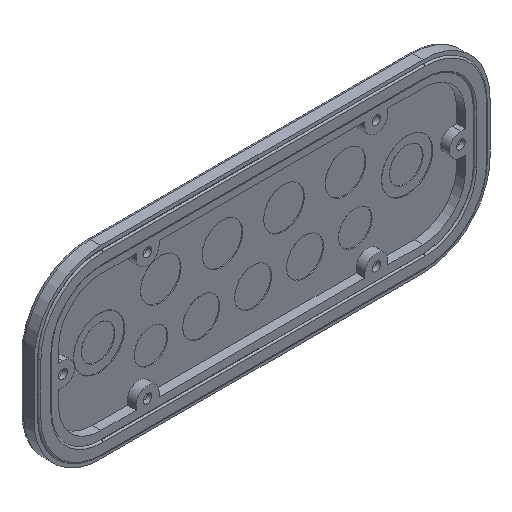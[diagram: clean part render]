
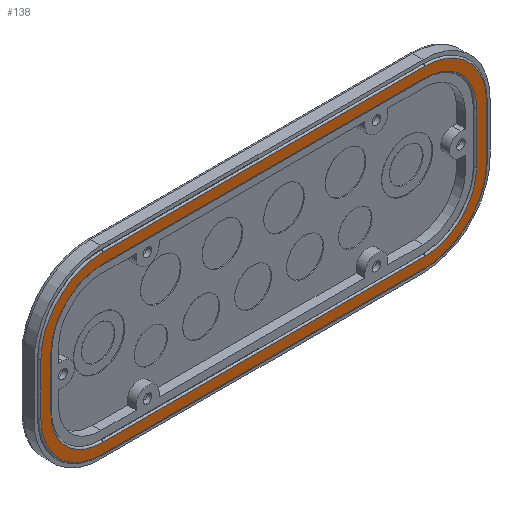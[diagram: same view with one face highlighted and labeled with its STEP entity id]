
A CAD part, isometric view. The second image highlights one B-rep face of the part: STEP entity #138.
In plain terms, the highlighted planar face has unit normal (0, -1, 0).
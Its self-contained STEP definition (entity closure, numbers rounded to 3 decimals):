
#138=ADVANCED_FACE('',(#459,#460),#461,.T.);
#459=FACE_OUTER_BOUND('',#896,.T.);
#460=FACE_BOUND('',#897,.T.);
#461=PLANE('',#898);
#896=EDGE_LOOP('',(#1838,#1839,#1840,#1841,#1842,#1843,#1844,#1845));
#897=EDGE_LOOP('',(#1846,#1847,#1848,#1849,#1850,#1851,#1852,#1853));
#898=AXIS2_PLACEMENT_3D('',#1854,#1855,#1856);
#1838=ORIENTED_EDGE('',*,*,#2852,.T.);
#1839=ORIENTED_EDGE('',*,*,#2853,.T.);
#1840=ORIENTED_EDGE('',*,*,#2854,.T.);
#1841=ORIENTED_EDGE('',*,*,#2855,.T.);
#1842=ORIENTED_EDGE('',*,*,#2856,.T.);
#1843=ORIENTED_EDGE('',*,*,#2857,.T.);
#1844=ORIENTED_EDGE('',*,*,#2858,.T.);
#1845=ORIENTED_EDGE('',*,*,#2859,.T.);
#1846=ORIENTED_EDGE('',*,*,#2860,.T.);
#1847=ORIENTED_EDGE('',*,*,#2861,.T.);
#1848=ORIENTED_EDGE('',*,*,#2862,.T.);
#1849=ORIENTED_EDGE('',*,*,#2863,.T.);
#1850=ORIENTED_EDGE('',*,*,#2864,.T.);
#1851=ORIENTED_EDGE('',*,*,#2865,.T.);
#1852=ORIENTED_EDGE('',*,*,#2866,.T.);
#1853=ORIENTED_EDGE('',*,*,#2867,.T.);
#1854=CARTESIAN_POINT('',(0.0,-1.0,0.0));
#1855=DIRECTION('',(0.0,-1.0,0.0));
#1856=DIRECTION('',(0.0,0.0,-1.0));
#2852=EDGE_CURVE('',#3480,#3482,#3484,.T.);
#2853=EDGE_CURVE('',#3482,#3485,#3486,.T.);
#2854=EDGE_CURVE('',#3485,#3487,#3488,.T.);
#2855=EDGE_CURVE('',#3487,#3489,#3490,.T.);
#2856=EDGE_CURVE('',#3489,#3491,#3492,.T.);
#2857=EDGE_CURVE('',#3491,#3493,#3494,.T.);
#2858=EDGE_CURVE('',#3493,#3495,#3496,.T.);
#2859=EDGE_CURVE('',#3495,#3480,#3497,.T.);
#2860=EDGE_CURVE('',#3498,#3499,#3500,.T.);
#2861=EDGE_CURVE('',#3499,#3501,#3502,.T.);
#2862=EDGE_CURVE('',#3501,#3503,#3504,.T.);
#2863=EDGE_CURVE('',#3503,#3505,#3506,.T.);
#2864=EDGE_CURVE('',#3505,#3507,#3508,.T.);
#2865=EDGE_CURVE('',#3507,#3509,#3510,.T.);
#2866=EDGE_CURVE('',#3509,#3511,#3512,.T.);
#2867=EDGE_CURVE('',#3511,#3498,#3513,.T.);
#3480=VERTEX_POINT('',#4328);
#3482=VERTEX_POINT('',#4330);
#3484=CIRCLE('',#4332,35.1);
#3485=VERTEX_POINT('',#4333);
#3486=LINE('',#4334,#4335);
#3487=VERTEX_POINT('',#4336);
#3488=CIRCLE('',#4337,35.1);
#3489=VERTEX_POINT('',#4338);
#3490=LINE('',#4339,#4340);
#3491=VERTEX_POINT('',#4341);
#3492=CIRCLE('',#4342,35.1);
#3493=VERTEX_POINT('',#4343);
#3494=LINE('',#4344,#4345);
#3495=VERTEX_POINT('',#4346);
#3496=CIRCLE('',#4347,35.1);
#3497=LINE('',#4348,#4349);
#3498=VERTEX_POINT('',#4350);
#3499=VERTEX_POINT('',#4351);
#3500=CIRCLE('',#4352,29.4);
#3501=VERTEX_POINT('',#4353);
#3502=LINE('',#4354,#4355);
#3503=VERTEX_POINT('',#4356);
#3504=CIRCLE('',#4357,29.4);
#3505=VERTEX_POINT('',#4358);
#3506=LINE('',#4359,#4360);
#3507=VERTEX_POINT('',#4361);
#3508=CIRCLE('',#4362,29.4);
#3509=VERTEX_POINT('',#4363);
#3510=LINE('',#4364,#4365);
#3511=VERTEX_POINT('',#4366);
#3512=CIRCLE('',#4367,29.4);
#3513=LINE('',#4368,#4369);
#4328=CARTESIAN_POINT('',(91.5,-1.0,-49.6));
#4330=CARTESIAN_POINT('',(126.6,-1.0,-14.5));
#4332=AXIS2_PLACEMENT_3D('',#5290,#5291,#5292);
#4333=CARTESIAN_POINT('',(126.6,-1.0,14.5));
#4334=CARTESIAN_POINT('',(126.6,-1.0,-14.5));
#4335=VECTOR('',#5293,29.0);
#4336=CARTESIAN_POINT('',(91.5,-1.0,49.6));
#4337=AXIS2_PLACEMENT_3D('',#5294,#5295,#5296);
#4338=CARTESIAN_POINT('',(-91.5,-1.0,49.6));
#4339=CARTESIAN_POINT('',(91.5,-1.0,49.6));
#4340=VECTOR('',#5297,183.0);
#4341=CARTESIAN_POINT('',(-126.6,-1.0,14.5));
#4342=AXIS2_PLACEMENT_3D('',#5298,#5299,#5300);
#4343=CARTESIAN_POINT('',(-126.6,-1.0,-14.5));
#4344=CARTESIAN_POINT('',(-126.6,-1.0,14.5));
#4345=VECTOR('',#5301,29.0);
#4346=CARTESIAN_POINT('',(-91.5,-1.0,-49.6));
#4347=AXIS2_PLACEMENT_3D('',#5302,#5303,#5304);
#4348=CARTESIAN_POINT('',(-91.5,-1.0,-49.6));
#4349=VECTOR('',#5305,183.0);
#4350=CARTESIAN_POINT('',(-120.9,-1.0,14.5));
#4351=CARTESIAN_POINT('',(-91.5,-1.,43.9));
#4352=AXIS2_PLACEMENT_3D('',#5306,#5307,#5308);
#4353=CARTESIAN_POINT('',(91.5,-1.0,43.9));
#4354=CARTESIAN_POINT('',(-91.5,-1.0,43.9));
#4355=VECTOR('',#5309,183.0);
#4356=CARTESIAN_POINT('',(120.9,-1.,14.5));
#4357=AXIS2_PLACEMENT_3D('',#5310,#5311,#5312);
#4358=CARTESIAN_POINT('',(120.9,-1.0,-14.5));
#4359=CARTESIAN_POINT('',(120.9,-1.0,14.5));
#4360=VECTOR('',#5313,29.);
#4361=CARTESIAN_POINT('',(91.5,-1.,-43.9));
#4362=AXIS2_PLACEMENT_3D('',#5314,#5315,#5316);
#4363=CARTESIAN_POINT('',(-91.5,-1.0,-43.9));
#4364=CARTESIAN_POINT('',(91.5,-1.0,-43.9));
#4365=VECTOR('',#5317,183.0);
#4366=CARTESIAN_POINT('',(-120.9,-1.0,-14.5));
#4367=AXIS2_PLACEMENT_3D('',#5318,#5319,#5320);
#4368=CARTESIAN_POINT('',(-120.9,-1.0,-14.5));
#4369=VECTOR('',#5321,29.);
#5290=CARTESIAN_POINT('',(91.5,-1.0,-14.5));
#5291=DIRECTION('',(0.0,-1.0,0.0));
#5292=DIRECTION('',(0.0,0.0,-1.0));
#5293=DIRECTION('',(0.0,0.0,1.0));
#5294=CARTESIAN_POINT('',(91.5,-1.0,14.5));
#5295=DIRECTION('',(0.0,-1.0,0.0));
#5296=DIRECTION('',(1.0,0.0,0.0));
#5297=DIRECTION('',(-1.0,0.0,0.0));
#5298=CARTESIAN_POINT('',(-91.5,-1.0,14.5));
#5299=DIRECTION('',(0.0,-1.0,0.0));
#5300=DIRECTION('',(0.0,0.0,1.0));
#5301=DIRECTION('',(0.0,0.0,-1.0));
#5302=CARTESIAN_POINT('',(-91.5,-1.0,-14.5));
#5303=DIRECTION('',(0.0,-1.0,0.0));
#5304=DIRECTION('',(-1.0,0.0,0.0));
#5305=DIRECTION('',(1.0,0.0,0.0));
#5306=CARTESIAN_POINT('',(-91.5,-1.,14.5));
#5307=DIRECTION('',(0.0,1.0,0.0));
#5308=DIRECTION('',(-1.0,0.0,0.0));
#5309=DIRECTION('',(1.0,0.0,0.));
#5310=CARTESIAN_POINT('',(91.5,-1.,14.5));
#5311=DIRECTION('',(0.0,1.0,0.0));
#5312=DIRECTION('',(0.0,0.0,1.0));
#5313=DIRECTION('',(0.,0.0,-1.0));
#5314=CARTESIAN_POINT('',(91.5,-1.,-14.5));
#5315=DIRECTION('',(-0.0,1.0,0.0));
#5316=DIRECTION('',(1.0,0.0,0.0));
#5317=DIRECTION('',(-1.0,0.0,0.));
#5318=CARTESIAN_POINT('',(-91.5,-1.,-14.5));
#5319=DIRECTION('',(0.0,1.0,0.0));
#5320=DIRECTION('',(0.0,0.0,-1.0));
#5321=DIRECTION('',(0.,0.0,1.0));
